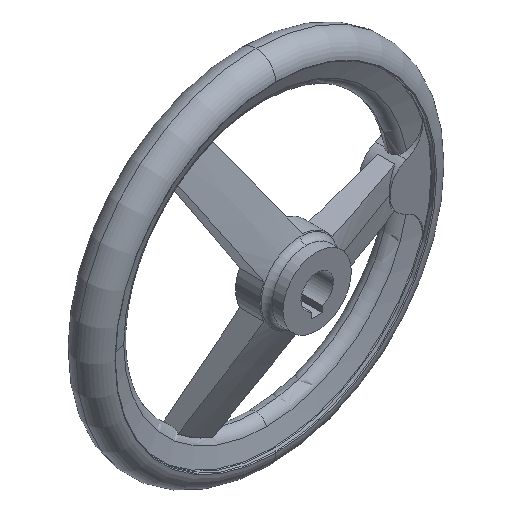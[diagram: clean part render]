
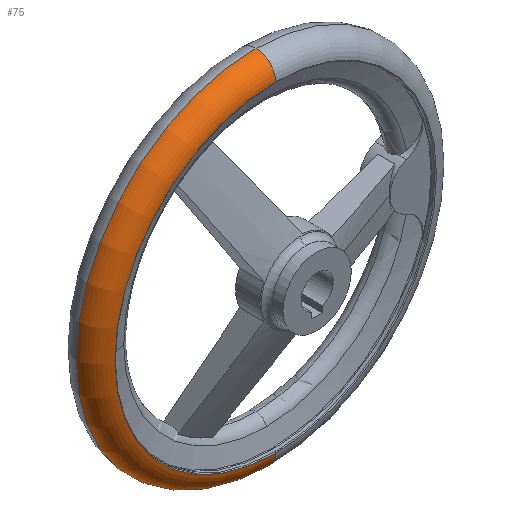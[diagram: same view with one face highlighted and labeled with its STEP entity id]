
A CAD part, isometric view. The second image highlights one B-rep face of the part: STEP entity #75.
In plain terms, the highlighted toroidal (fillet/blend) face has major radius 89 mm and minor radius 11 mm.
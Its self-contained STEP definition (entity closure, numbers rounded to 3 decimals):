
#75 = ADVANCED_FACE( '', ( #144 ), #145, .T. );
#144 = FACE_OUTER_BOUND( '', #283, .T. );
#145 = TOROIDAL_SURFACE( '', #284, 89., 11. );
#283 = EDGE_LOOP( '', ( #422, #423, #424, #425 ) );
#284 = AXIS2_PLACEMENT_3D( '', #426, #427, #428 );
#422 = ORIENTED_EDGE( '', *, *, #1040, .F. );
#423 = ORIENTED_EDGE( '', *, *, #1041, .T. );
#424 = ORIENTED_EDGE( '', *, *, #1042, .T. );
#425 = ORIENTED_EDGE( '', *, *, #1043, .T. );
#426 = CARTESIAN_POINT( '', ( 0., 34., 0. ) );
#427 = DIRECTION( '', ( 0., 1., 0. ) );
#428 = DIRECTION( '', ( 0., 0., 1. ) );
#1040 = EDGE_CURVE( '', #1247, #1248, #1249, .T. );
#1041 = EDGE_CURVE( '', #1247, #1250, #1251, .T. );
#1042 = EDGE_CURVE( '', #1250, #1252, #1253, .T. );
#1043 = EDGE_CURVE( '', #1252, #1248, #1254, .T. );
#1247 = VERTEX_POINT( '', #1590 );
#1248 = VERTEX_POINT( '', #1591 );
#1249 = CIRCLE( '', #1592, 100. );
#1250 = VERTEX_POINT( '', #1593 );
#1251 = CIRCLE( '', #1594, 11. );
#1252 = VERTEX_POINT( '', #1595 );
#1253 = CIRCLE( '', #1596, 89.458 );
#1254 = CIRCLE( '', #1597, 11. );
#1590 = CARTESIAN_POINT( '', ( 0., 34., -100. ) );
#1591 = CARTESIAN_POINT( '', ( 0., 34., 100. ) );
#1592 = AXIS2_PLACEMENT_3D( '', #2855, #2856, #2857 );
#1593 = CARTESIAN_POINT( '', ( 0., 23.01, -89.458 ) );
#1594 = AXIS2_PLACEMENT_3D( '', #2858, #2859, #2860 );
#1595 = CARTESIAN_POINT( '', ( 0., 23.01, 89.458 ) );
#1596 = AXIS2_PLACEMENT_3D( '', #2861, #2862, #2863 );
#1597 = AXIS2_PLACEMENT_3D( '', #2864, #2865, #2866 );
#2855 = CARTESIAN_POINT( '', ( 0., 34., 0. ) );
#2856 = DIRECTION( '', ( 0., 1., 0. ) );
#2857 = DIRECTION( '', ( 0., 0., 1. ) );
#2858 = CARTESIAN_POINT( '', ( 0., 34., -89. ) );
#2859 = DIRECTION( '', ( -1., 0., 0. ) );
#2860 = DIRECTION( '', ( 0., 0., -1. ) );
#2861 = CARTESIAN_POINT( '', ( 0., 23.01, 0. ) );
#2862 = DIRECTION( '', ( 0., 1., 0. ) );
#2863 = DIRECTION( '', ( 1., 0., 0. ) );
#2864 = CARTESIAN_POINT( '', ( 0., 34., 89. ) );
#2865 = DIRECTION( '', ( -1., 0., 0. ) );
#2866 = DIRECTION( '', ( 0., 0., 1. ) );
